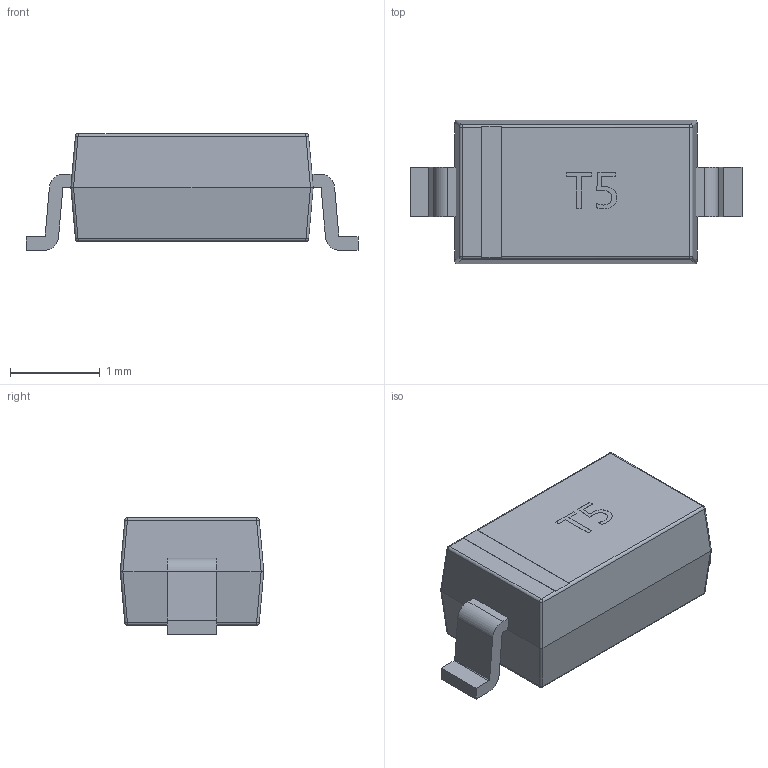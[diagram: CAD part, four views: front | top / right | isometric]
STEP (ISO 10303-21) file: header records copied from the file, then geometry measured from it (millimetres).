
FILE_DESCRIPTION (( 'STEP AP214' ), '1' );
FILE_NAME ('SOD-123_L2.7-W1.6-LS3.7-RD-2.STEP', '2021-09-06T01:27:10', ( 'PC' ), ( 'Microsoft' ), 'SwSTEP 2.0', 'SolidWorks 2018', '' );
FILE_SCHEMA (( 'AUTOMOTIVE_DESIGN' ));
Length unit declared in the file: millimetre
Products named in the file (2): SOD-123_L2.7-W1.6-LS3.7-RD-2
Bounding box: 3.7 x 1.6 x 1.3 mm (x, y, z)
Volume: 5.1 mm3; surface area: 20.7 mm2
Topology: 1 solids, 1 shells, 147 faces, 372 edges, 236 vertices
Faces by surface type: plane 94, cylinder 24, bspline 21, sphere 8
Entity records: 7038 total; most frequent: CARTESIAN_POINT 1966, ORIENTED_EDGE 744, DIRECTION 626, EDGE_CURVE 372, LINE 282, VECTOR 282, VERTEX_POINT 236, AXIS2_PLACEMENT_3D 172
